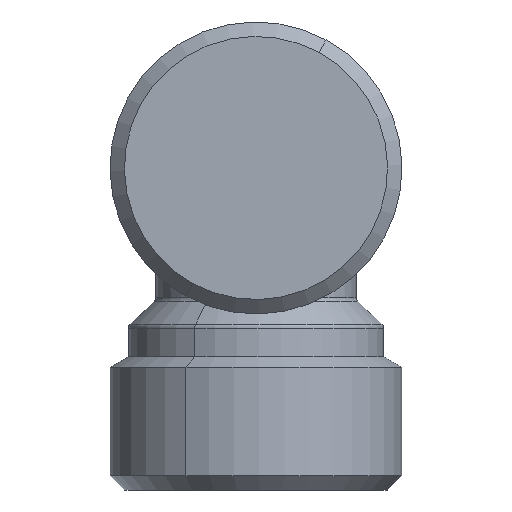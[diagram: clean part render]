
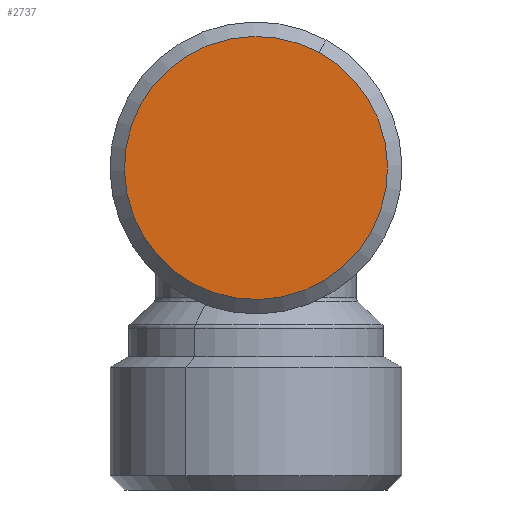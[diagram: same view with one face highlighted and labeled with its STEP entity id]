
A CAD part, front view. The second image highlights one B-rep face of the part: STEP entity #2737.
In plain terms, the highlighted planar face has unit normal (0, -1, 0).
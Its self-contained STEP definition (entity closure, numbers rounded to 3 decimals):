
#2689=CARTESIAN_POINT('Vertex',(5.681,0.,10.399)) ;
#2692=CARTESIAN_POINT('Axis2P3D Location',(0.,0.,0.)) ;
#2696=CARTESIAN_POINT('Vertex',(-5.681,0.,-10.399)) ;
#2716=CARTESIAN_POINT('Axis2P3D Location',(0.,0.,0.)) ;
#2728=CARTESIAN_POINT('Axis2P3D Location',(0.,0.,0.)) ;
#2693=DIRECTION('Axis2P3D Direction',(0.,1.,0.)) ;
#2717=DIRECTION('Axis2P3D Direction',(0.,1.,0.)) ;
#2729=DIRECTION('Axis2P3D Direction',(-0.,1.,0.)) ;
#2730=DIRECTION('Axis2P3D XDirection',(1.,0.,0.)) ;
#2694=AXIS2_PLACEMENT_3D('Circle Axis2P3D',#2692,#2693,$) ;
#2718=AXIS2_PLACEMENT_3D('Circle Axis2P3D',#2716,#2717,$) ;
#2731=AXIS2_PLACEMENT_3D('Plane Axis2P3D',#2728,#2729,#2730) ;
#2734=ORIENTED_EDGE('',*,*,#2698,.F.) ;
#2735=ORIENTED_EDGE('',*,*,#2720,.F.) ;
#2737=ADVANCED_FACE('PartBody',(#2736),#2732,.F.) ;
#2695=CIRCLE('generated circle',#2694,11.85) ;
#2719=CIRCLE('generated circle',#2718,11.85) ;
#2698=EDGE_CURVE('',#2690,#2697,#2695,.T.) ;
#2720=EDGE_CURVE('',#2697,#2690,#2719,.T.) ;
#2733=EDGE_LOOP('',(#2734,#2735)) ;
#2736=FACE_OUTER_BOUND('',#2733,.T.) ;
#2732=PLANE('',#2731) ;
#2690=VERTEX_POINT('',#2689) ;
#2697=VERTEX_POINT('',#2696) ;
